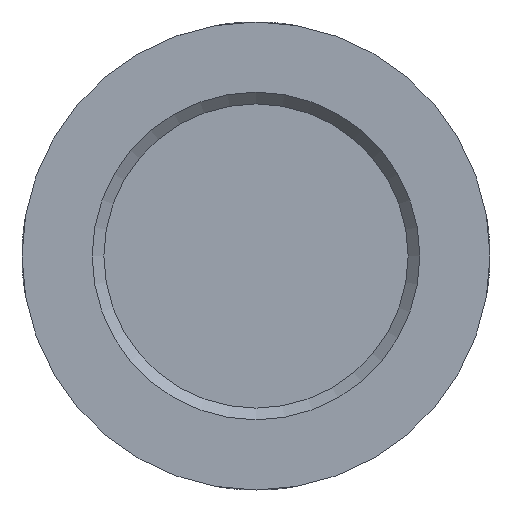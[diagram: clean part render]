
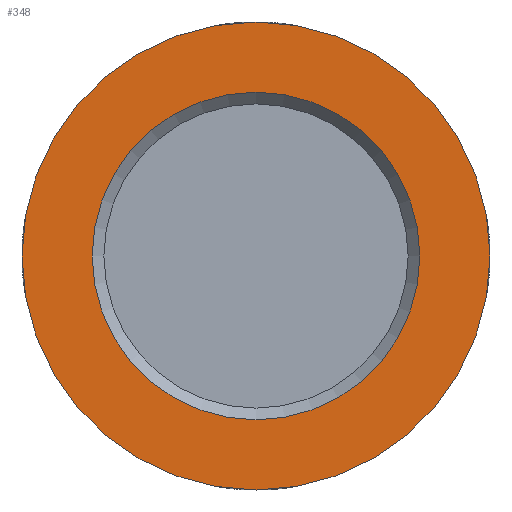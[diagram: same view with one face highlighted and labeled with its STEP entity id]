
A CAD part, front view. The second image highlights one B-rep face of the part: STEP entity #348.
In plain terms, the highlighted planar face has unit normal (0, -1, 0).
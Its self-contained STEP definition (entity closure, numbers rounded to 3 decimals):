
#17=PLANE('',#383);
#28=FACE_BOUND('',#73,.T.);
#33=CIRCLE('',#378,14.);
#37=CIRCLE('',#384,20.);
#52=FACE_OUTER_BOUND('',#72,.T.);
#72=EDGE_LOOP('',(#279));
#73=EDGE_LOOP('',(#280));
#164=VERTEX_POINT('',#801);
#168=VERTEX_POINT('',#814);
#204=EDGE_CURVE('',#164,#164,#33,.T.);
#211=EDGE_CURVE('',#168,#168,#37,.T.);
#279=ORIENTED_EDGE('',*,*,#211,.T.);
#280=ORIENTED_EDGE('',*,*,#204,.F.);
#348=ADVANCED_FACE('',(#52,#28),#17,.T.);
#378=AXIS2_PLACEMENT_3D('',#802,#417,#418);
#383=AXIS2_PLACEMENT_3D('',#813,#430,#431);
#384=AXIS2_PLACEMENT_3D('',#815,#432,#433);
#417=DIRECTION('center_axis',(0.,-1.,0.));
#418=DIRECTION('ref_axis',(0.,0.,1.));
#430=DIRECTION('center_axis',(0.,-1.,0.));
#431=DIRECTION('ref_axis',(-1.,0.,0.));
#432=DIRECTION('center_axis',(0.,-1.,0.));
#433=DIRECTION('ref_axis',(1.,0.,0.));
#801=CARTESIAN_POINT('',(0.,0.,-14.));
#802=CARTESIAN_POINT('Origin',(0.,0.,0.));
#813=CARTESIAN_POINT('Origin',(0.,0.,0.));
#814=CARTESIAN_POINT('',(-20.,0.,0.));
#815=CARTESIAN_POINT('Origin',(0.,0.,0.));
